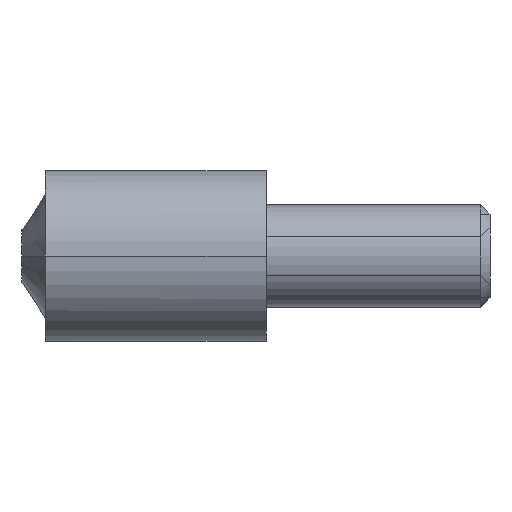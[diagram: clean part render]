
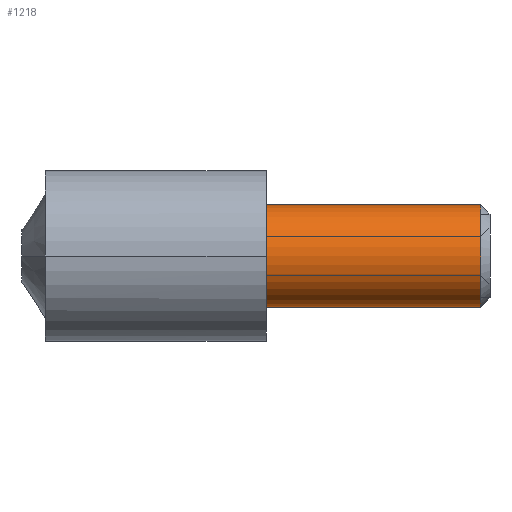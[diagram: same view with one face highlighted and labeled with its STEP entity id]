
A CAD part, left-side view. The second image highlights one B-rep face of the part: STEP entity #1218.
In plain terms, the highlighted cylindrical face has radius 2.75 mm (diameter 5.5 mm), a partial arc.
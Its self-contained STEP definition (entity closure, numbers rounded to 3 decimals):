
#166 = VECTOR ( 'NONE', #3159, 1000. ) ;
#189 = DIRECTION ( 'NONE',  ( 0., -1., 0. ) ) ;
#313 = CARTESIAN_POINT ( 'NONE',  ( 0., 12., 0. ) ) ;
#367 = CARTESIAN_POINT ( 'NONE',  ( 0., 0.5, 2.75 ) ) ;
#370 = ORIENTED_EDGE ( 'NONE', *, *, #682, .F. ) ;
#508 = CARTESIAN_POINT ( 'NONE',  ( 0., 44.937, 2.75 ) ) ;
#682 = EDGE_CURVE ( 'NONE', #1706, #1197, #2661, .T. ) ;
#806 = ORIENTED_EDGE ( 'NONE', *, *, #2243, .T. ) ;
#854 = CARTESIAN_POINT ( 'NONE',  ( 0., 44.937, -2.75 ) ) ;
#876 = EDGE_LOOP ( 'NONE', ( #1887, #1398, #806, #370 ) ) ;
#1010 = LINE ( 'NONE', #508, #2604 ) ;
#1178 = FACE_OUTER_BOUND ( 'NONE', #876, .T. ) ;
#1197 = VERTEX_POINT ( 'NONE', #2839 ) ;
#1202 = DIRECTION ( 'NONE',  ( 0., 0., -1. ) ) ;
#1218 = ADVANCED_FACE ( 'NONE', ( #1178 ), #2253, .T. ) ;
#1230 = VERTEX_POINT ( 'NONE', #367 ) ;
#1245 = VERTEX_POINT ( 'NONE', #2862 ) ;
#1331 = DIRECTION ( 'NONE',  ( 0., 0., 1. ) ) ;
#1398 = ORIENTED_EDGE ( 'NONE', *, *, #1793, .F. ) ;
#1490 = AXIS2_PLACEMENT_3D ( 'NONE', #3103, #3317, #2872 ) ;
#1706 = VERTEX_POINT ( 'NONE', #3176 ) ;
#1778 = DIRECTION ( 'NONE',  ( 0., 1., 0. ) ) ;
#1793 = EDGE_CURVE ( 'NONE', #1230, #1245, #1813, .T. ) ;
#1813 = CIRCLE ( 'NONE', #2088, 2.75 ) ;
#1887 = ORIENTED_EDGE ( 'NONE', *, *, #3233, .F. ) ;
#2080 = AXIS2_PLACEMENT_3D ( 'NONE', #313, #2608, #1331 ) ;
#2088 = AXIS2_PLACEMENT_3D ( 'NONE', #2178, #189, #1202 ) ;
#2178 = CARTESIAN_POINT ( 'NONE',  ( 0., 0.5, 0. ) ) ;
#2243 = EDGE_CURVE ( 'NONE', #1230, #1197, #1010, .T. ) ;
#2253 = CYLINDRICAL_SURFACE ( 'NONE', #1490, 2.75 ) ;
#2604 = VECTOR ( 'NONE', #1778, 1000. ) ;
#2608 = DIRECTION ( 'NONE',  ( 0., 1., 0. ) ) ;
#2661 = CIRCLE ( 'NONE', #2080, 2.75 ) ;
#2717 = LINE ( 'NONE', #854, #166 ) ;
#2839 = CARTESIAN_POINT ( 'NONE',  ( 0., 12., 2.75 ) ) ;
#2862 = CARTESIAN_POINT ( 'NONE',  ( 0., 0.5, -2.75 ) ) ;
#2872 = DIRECTION ( 'NONE',  ( 0., 0., 1. ) ) ;
#3103 = CARTESIAN_POINT ( 'NONE',  ( 0., 44.937, 0. ) ) ;
#3159 = DIRECTION ( 'NONE',  ( 0., 1., 0. ) ) ;
#3176 = CARTESIAN_POINT ( 'NONE',  ( 0., 12., -2.75 ) ) ;
#3233 = EDGE_CURVE ( 'NONE', #1245, #1706, #2717, .T. ) ;
#3317 = DIRECTION ( 'NONE',  ( 0., 1., 0. ) ) ;
